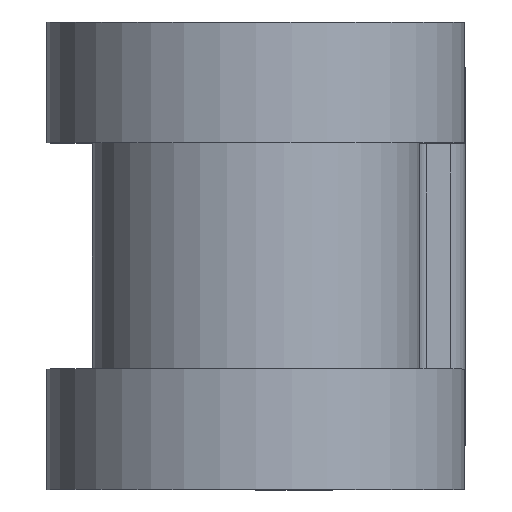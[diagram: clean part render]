
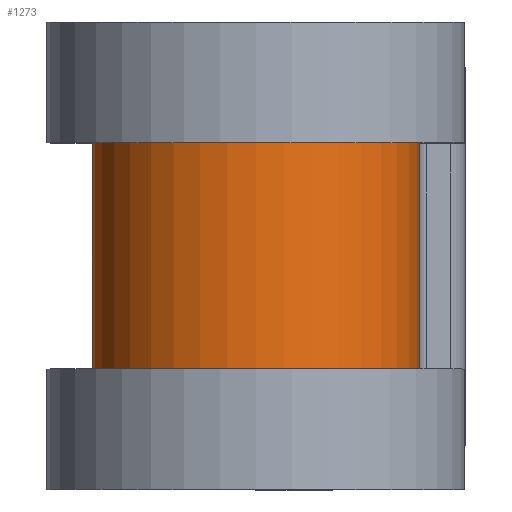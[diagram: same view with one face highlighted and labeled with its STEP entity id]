
A CAD part, top view. The second image highlights one B-rep face of the part: STEP entity #1273.
In plain terms, the highlighted cylindrical face has radius 5.512 mm (diameter 11.024 mm), a partial arc.
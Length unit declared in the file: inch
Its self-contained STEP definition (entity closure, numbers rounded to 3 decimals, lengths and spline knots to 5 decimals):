
#102 = EDGE_CURVE ( 'NONE', #1503, #530, #259, .T. ) ;
#253 = VECTOR ( 'NONE', #955, 39.37008 ) ;
#259 = CIRCLE ( 'NONE', #1009, 0.217 ) ;
#268 = ORIENTED_EDGE ( 'NONE', *, *, #1181, .F. ) ;
#314 = DIRECTION ( 'NONE',  ( 0., -1., 0. ) ) ;
#345 = CARTESIAN_POINT ( 'NONE',  ( 0., 0.25, 0. ) ) ;
#355 = CARTESIAN_POINT ( 'NONE',  ( 0.217, -0.15, 0. ) ) ;
#414 = LINE ( 'NONE', #1360, #1390 ) ;
#522 = ORIENTED_EDGE ( 'NONE', *, *, #102, .T. ) ;
#530 = VERTEX_POINT ( 'NONE', #1315 ) ;
#532 = AXIS2_PLACEMENT_3D ( 'NONE', #345, #745, #618 ) ;
#581 = CARTESIAN_POINT ( 'NONE',  ( 0., 0.15, 0. ) ) ;
#598 = CARTESIAN_POINT ( 'NONE',  ( 0., -0.15, -0.217 ) ) ;
#618 = DIRECTION ( 'NONE',  ( 0., 0., -1. ) ) ;
#640 = EDGE_CURVE ( 'NONE', #1296, #1546, #1010, .T. ) ;
#707 = DIRECTION ( 'NONE',  ( 0., 0., -1. ) ) ;
#745 = DIRECTION ( 'NONE',  ( 0., -1., 0. ) ) ;
#753 = FACE_OUTER_BOUND ( 'NONE', #1386, .T. ) ;
#955 = DIRECTION ( 'NONE',  ( 0., -1., 0. ) ) ;
#1009 = AXIS2_PLACEMENT_3D ( 'NONE', #581, #1517, #707 ) ;
#1010 = CIRCLE ( 'NONE', #1190, 0.217 ) ;
#1049 = CYLINDRICAL_SURFACE ( 'NONE', #532, 0.217 ) ;
#1181 = EDGE_CURVE ( 'NONE', #1503, #1296, #1301, .T. ) ;
#1190 = AXIS2_PLACEMENT_3D ( 'NONE', #1464, #1603, #1598 ) ;
#1273 = ADVANCED_FACE ( 'NONE', ( #753 ), #1049, .T. ) ;
#1296 = VERTEX_POINT ( 'NONE', #355 ) ;
#1301 = LINE ( 'NONE', #1660, #253 ) ;
#1315 = CARTESIAN_POINT ( 'NONE',  ( 0., 0.15, -0.217 ) ) ;
#1360 = CARTESIAN_POINT ( 'NONE',  ( 0., 0.25, -0.217 ) ) ;
#1383 = CARTESIAN_POINT ( 'NONE',  ( 0.217, 0.15, 0. ) ) ;
#1386 = EDGE_LOOP ( 'NONE', ( #268, #522, #1582, #1697 ) ) ;
#1390 = VECTOR ( 'NONE', #314, 39.37008 ) ;
#1464 = CARTESIAN_POINT ( 'NONE',  ( 0., -0.15, 0. ) ) ;
#1503 = VERTEX_POINT ( 'NONE', #1383 ) ;
#1517 = DIRECTION ( 'NONE',  ( 0., -1., 0. ) ) ;
#1546 = VERTEX_POINT ( 'NONE', #598 ) ;
#1582 = ORIENTED_EDGE ( 'NONE', *, *, #1744, .T. ) ;
#1598 = DIRECTION ( 'NONE',  ( 0., 0., -1. ) ) ;
#1603 = DIRECTION ( 'NONE',  ( 0., -1., 0. ) ) ;
#1660 = CARTESIAN_POINT ( 'NONE',  ( 0.217, 0.25, 0. ) ) ;
#1697 = ORIENTED_EDGE ( 'NONE', *, *, #640, .F. ) ;
#1744 = EDGE_CURVE ( 'NONE', #530, #1546, #414, .T. ) ;
